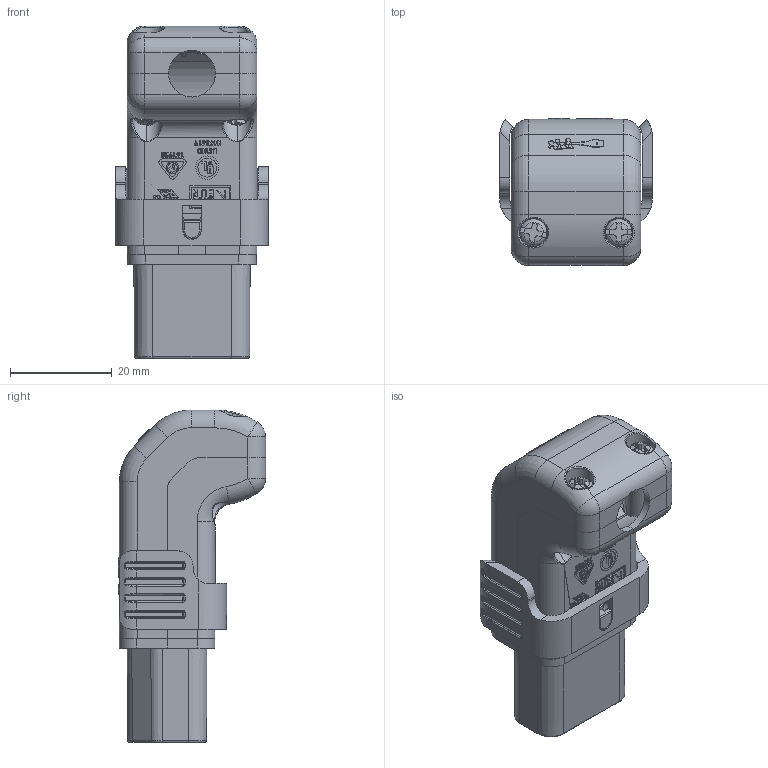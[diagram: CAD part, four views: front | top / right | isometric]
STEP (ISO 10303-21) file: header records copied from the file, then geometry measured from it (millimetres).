
FILE_DESCRIPTION (( 'STEP AP214' ), '1' );
FILE_NAME ('ACPWRC-C13LU_3D.step', '2024-08-15T14:48:32', ( '' ), ( '' ), 'SwSTEP 2.0', 'SolidWorks 2022', '' );
FILE_SCHEMA (( 'AUTOMOTIVE_DESIGN' ));
Length unit declared in the file: millimetre
Products named in the file (1): ACPWRC-C13LU_3D
Bounding box: 30.1 x 29 x 65.4 mm (x, y, z)
Surface area: 10049.2 mm2 (no closed solid volume)
Topology: 0 solids, 13 shells, 1322 faces, 4357 edges, 3058 vertices
Faces by surface type: plane 635, bspline 423, cylinder 169, torus 77, sphere 12, cone 6
Entity records: 70334 total; most frequent: CARTESIAN_POINT 40498, ORIENTED_EDGE 7828, EDGE_CURVE 4337, B_SPLINE_CURVE_WITH_KNOTS 3367, VERTEX_POINT 3058, DIRECTION 2905, EDGE_LOOP 1473, FACE_OUTER_BOUND 1322
